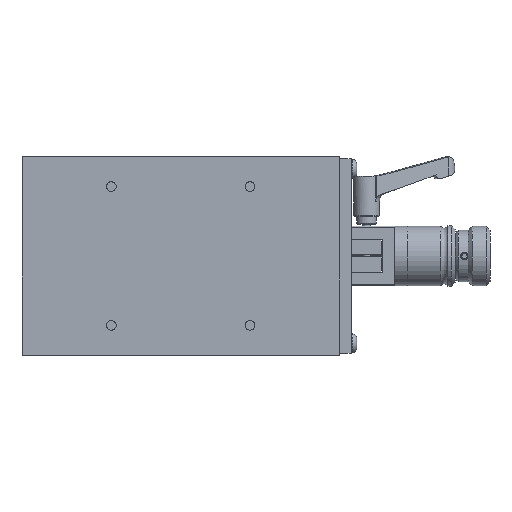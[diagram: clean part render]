
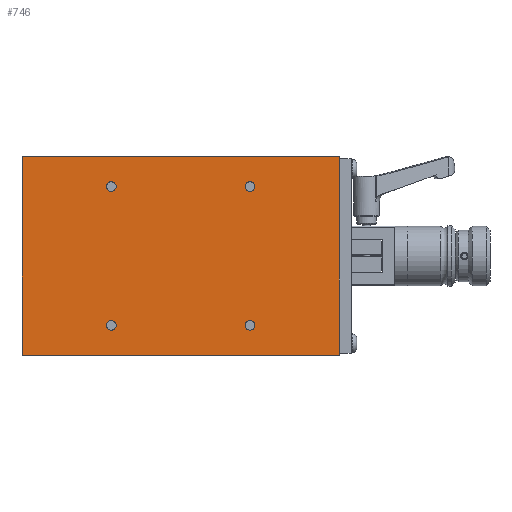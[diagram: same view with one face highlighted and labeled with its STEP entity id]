
A CAD part, top view. The second image highlights one B-rep face of the part: STEP entity #746.
In plain terms, the highlighted face is planar.
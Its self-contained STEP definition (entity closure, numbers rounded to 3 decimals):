
#746 = ADVANCED_FACE( '', ( #1522, #1523, #1524, #1525, #1526 ), #1527, .F. );
#1522 = FACE_BOUND( '', #2333, .T. );
#1523 = FACE_BOUND( '', #2334, .T. );
#1524 = FACE_BOUND( '', #2335, .T. );
#1525 = FACE_BOUND( '', #2336, .T. );
#1526 = FACE_OUTER_BOUND( '', #2337, .T. );
#1527 = PLANE( '', #2338 );
#2333 = EDGE_LOOP( '', ( #3880 ) );
#2334 = EDGE_LOOP( '', ( #3881 ) );
#2335 = EDGE_LOOP( '', ( #3882 ) );
#2336 = EDGE_LOOP( '', ( #3883 ) );
#2337 = EDGE_LOOP( '', ( #3884, #3885, #3886, #3887 ) );
#2338 = AXIS2_PLACEMENT_3D( '', #3888, #3889, #3890 );
#3880 = ORIENTED_EDGE( '', *, *, #4912, .T. );
#3881 = ORIENTED_EDGE( '', *, *, #4493, .T. );
#3882 = ORIENTED_EDGE( '', *, *, #4676, .T. );
#3883 = ORIENTED_EDGE( '', *, *, #4913, .T. );
#3884 = ORIENTED_EDGE( '', *, *, #4668, .T. );
#3885 = ORIENTED_EDGE( '', *, *, #4843, .F. );
#3886 = ORIENTED_EDGE( '', *, *, #4914, .F. );
#3887 = ORIENTED_EDGE( '', *, *, #4439, .T. );
#3888 = CARTESIAN_POINT( '', ( 160., 20., -50. ) );
#3889 = DIRECTION( '', ( 0., -1., 0. ) );
#3890 = DIRECTION( '', ( 0., 0., -1. ) );
#4439 = EDGE_CURVE( '', #5198, #5196, #5199, .T. );
#4493 = EDGE_CURVE( '', #5288, #5288, #5289, .T. );
#4668 = EDGE_CURVE( '', #5196, #5569, #5572, .T. );
#4676 = EDGE_CURVE( '', #5582, #5582, #5583, .T. );
#4843 = EDGE_CURVE( '', #5814, #5569, #5816, .T. );
#4912 = EDGE_CURVE( '', #5901, #5901, #5902, .T. );
#4913 = EDGE_CURVE( '', #5903, #5903, #5904, .T. );
#4914 = EDGE_CURVE( '', #5198, #5814, #5905, .T. );
#5196 = VERTEX_POINT( '', #6256 );
#5198 = VERTEX_POINT( '', #6259 );
#5199 = LINE( '', #6260, #6261 );
#5288 = VERTEX_POINT( '', #6438 );
#5289 = CIRCLE( '', #6439, 2.459 );
#5569 = VERTEX_POINT( '', #6852 );
#5572 = LINE( '', #6856, #6857 );
#5582 = VERTEX_POINT( '', #6870 );
#5583 = CIRCLE( '', #6871, 2.459 );
#5814 = VERTEX_POINT( '', #7290 );
#5816 = LINE( '', #7293, #7294 );
#5901 = VERTEX_POINT( '', #7426 );
#5902 = CIRCLE( '', #7427, 2.459 );
#5903 = VERTEX_POINT( '', #7428 );
#5904 = CIRCLE( '', #7429, 2.459 );
#5905 = LINE( '', #7430, #7431 );
#6256 = CARTESIAN_POINT( '', ( 0., 20., -50. ) );
#6259 = CARTESIAN_POINT( '', ( 160., 20., -50. ) );
#6260 = CARTESIAN_POINT( '', ( 160., 20., -50. ) );
#6261 = VECTOR( '', #7679, 1000. );
#6438 = CARTESIAN_POINT( '', ( 115., 20., 32.542 ) );
#6439 = AXIS2_PLACEMENT_3D( '', #7737, #7738, #7739 );
#6852 = CARTESIAN_POINT( '', ( 0., 20., 50. ) );
#6856 = CARTESIAN_POINT( '', ( 0., 20., -50. ) );
#6857 = VECTOR( '', #7953, 1000. );
#6870 = CARTESIAN_POINT( '', ( 115., 20., -37.459 ) );
#6871 = AXIS2_PLACEMENT_3D( '', #7963, #7964, #7965 );
#7290 = CARTESIAN_POINT( '', ( 160., 20., 50. ) );
#7293 = CARTESIAN_POINT( '', ( 160., 20., 50. ) );
#7294 = VECTOR( '', #8127, 1000. );
#7426 = CARTESIAN_POINT( '', ( 45., 20., -37.459 ) );
#7427 = AXIS2_PLACEMENT_3D( '', #8182, #8183, #8184 );
#7428 = CARTESIAN_POINT( '', ( 45., 20., 32.542 ) );
#7429 = AXIS2_PLACEMENT_3D( '', #8185, #8186, #8187 );
#7430 = CARTESIAN_POINT( '', ( 160., 20., -50. ) );
#7431 = VECTOR( '', #8188, 1000. );
#7679 = DIRECTION( '', ( -1., 0., 0. ) );
#7737 = CARTESIAN_POINT( '', ( 115., 20., 35. ) );
#7738 = DIRECTION( '', ( 0., -1., 0. ) );
#7739 = DIRECTION( '', ( 0., 0., -1. ) );
#7953 = DIRECTION( '', ( 0., 0., 1. ) );
#7963 = CARTESIAN_POINT( '', ( 115., 20., -35. ) );
#7964 = DIRECTION( '', ( 0., -1., 0. ) );
#7965 = DIRECTION( '', ( 0., 0., -1. ) );
#8127 = DIRECTION( '', ( -1., 0., 0. ) );
#8182 = CARTESIAN_POINT( '', ( 45., 20., -35. ) );
#8183 = DIRECTION( '', ( 0., -1., 0. ) );
#8184 = DIRECTION( '', ( 0., 0., -1. ) );
#8185 = CARTESIAN_POINT( '', ( 45., 20., 35. ) );
#8186 = DIRECTION( '', ( 0., -1., 0. ) );
#8187 = DIRECTION( '', ( 0., 0., -1. ) );
#8188 = DIRECTION( '', ( 0., 0., 1. ) );
